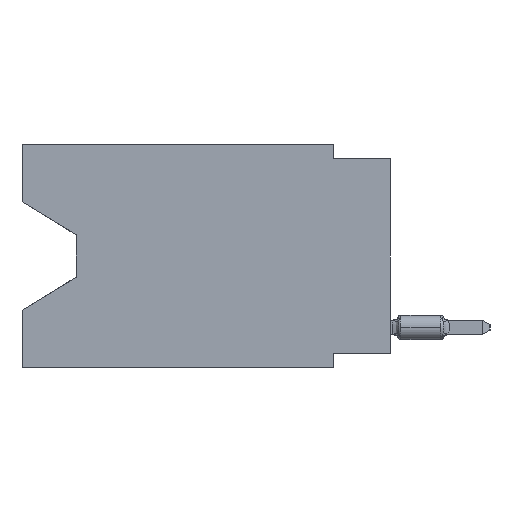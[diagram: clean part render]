
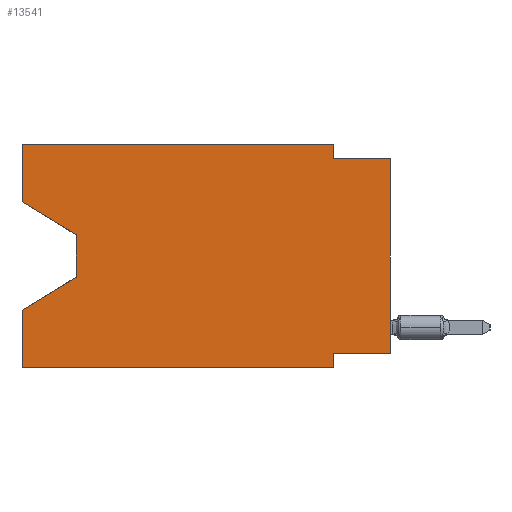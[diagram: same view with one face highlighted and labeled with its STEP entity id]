
A CAD part, left-side view. The second image highlights one B-rep face of the part: STEP entity #13541.
In plain terms, the highlighted planar face has unit normal (-1, 0, 0).
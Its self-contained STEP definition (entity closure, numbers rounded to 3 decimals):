
#92 = CARTESIAN_POINT ( 'NONE',  ( 0., 16.383, -9.906 ) ) ;
#264 = CARTESIAN_POINT ( 'NONE',  ( 0., 16.383, 0. ) ) ;
#349 = ORIENTED_EDGE ( 'NONE', *, *, #15535, .T. ) ;
#582 = LINE ( 'NONE', #24995, #14029 ) ;
#950 = VERTEX_POINT ( 'NONE', #25551 ) ;
#988 = CARTESIAN_POINT ( 'NONE',  ( 0., 13.97, -4.013 ) ) ;
#1334 = DIRECTION ( 'NONE',  ( 0., -1., 0. ) ) ;
#1450 = LINE ( 'NONE', #16987, #3564 ) ;
#1480 = CARTESIAN_POINT ( 'NONE',  ( 0., 0., -9.271 ) ) ;
#1615 = LINE ( 'NONE', #16107, #21052 ) ;
#1701 = ORIENTED_EDGE ( 'NONE', *, *, #24103, .T. ) ;
#1983 = CARTESIAN_POINT ( 'NONE',  ( 0., 16.383, -7.36 ) ) ;
#2403 = ORIENTED_EDGE ( 'NONE', *, *, #25120, .F. ) ;
#2482 = LINE ( 'NONE', #264, #22542 ) ;
#2711 = CARTESIAN_POINT ( 'NONE',  ( 0., 0., -9.271 ) ) ;
#2942 = CARTESIAN_POINT ( 'NONE',  ( 0., 16.383, -2.546 ) ) ;
#2991 = CARTESIAN_POINT ( 'NONE',  ( 0., 0., -0.635 ) ) ;
#3060 = LINE ( 'NONE', #988, #6224 ) ;
#3207 = DIRECTION ( 'NONE',  ( 0., 0., -1. ) ) ;
#3266 = LINE ( 'NONE', #1480, #7955 ) ;
#3564 = VECTOR ( 'NONE', #10480, 1000. ) ;
#4152 = CARTESIAN_POINT ( 'NONE',  ( 0., 0., -0.635 ) ) ;
#4231 = EDGE_LOOP ( 'NONE', ( #349, #1701, #14457, #25575, #12855, #10982, #26961, #6001, #2403, #29233, #7922, #28821 ) ) ;
#5188 = DIRECTION ( 'NONE',  ( 0., 0., -1. ) ) ;
#5294 = LINE ( 'NONE', #9738, #24441 ) ;
#5569 = CARTESIAN_POINT ( 'NONE',  ( 0., 16.383, 0. ) ) ;
#5870 = VECTOR ( 'NONE', #15618, 1000. ) ;
#6001 = ORIENTED_EDGE ( 'NONE', *, *, #14671, .T. ) ;
#6224 = VECTOR ( 'NONE', #3207, 1000. ) ;
#7437 = CARTESIAN_POINT ( 'NONE',  ( 0., 0., 0. ) ) ;
#7556 = DIRECTION ( 'NONE',  ( 1., 0., 0. ) ) ;
#7922 = ORIENTED_EDGE ( 'NONE', *, *, #26773, .F. ) ;
#7955 = VECTOR ( 'NONE', #23542, 1000. ) ;
#8763 = VERTEX_POINT ( 'NONE', #10077 ) ;
#9042 = EDGE_CURVE ( 'NONE', #20419, #19504, #582, .T. ) ;
#9198 = VECTOR ( 'NONE', #1334, 1000. ) ;
#9738 = CARTESIAN_POINT ( 'NONE',  ( 0., 13.97, -5.893 ) ) ;
#10016 = CARTESIAN_POINT ( 'NONE',  ( 0., 2.54, -9.906 ) ) ;
#10077 = CARTESIAN_POINT ( 'NONE',  ( 0., 13.97, -5.893 ) ) ;
#10480 = DIRECTION ( 'NONE',  ( 0., 0., -1. ) ) ;
#10620 = VECTOR ( 'NONE', #16026, 1000. ) ;
#10696 = VERTEX_POINT ( 'NONE', #10016 ) ;
#10982 = ORIENTED_EDGE ( 'NONE', *, *, #15410, .F. ) ;
#11504 = LINE ( 'NONE', #4152, #26144 ) ;
#11566 = FACE_OUTER_BOUND ( 'NONE', #4231, .T. ) ;
#12463 = EDGE_CURVE ( 'NONE', #17916, #24966, #3266, .T. ) ;
#12802 = EDGE_CURVE ( 'NONE', #8763, #19504, #5294, .T. ) ;
#12855 = ORIENTED_EDGE ( 'NONE', *, *, #20306, .T. ) ;
#13541 = ADVANCED_FACE ( 'NONE', ( #11566 ), #20881, .F. ) ;
#14018 = CARTESIAN_POINT ( 'NONE',  ( 0., 2.54, 0. ) ) ;
#14029 = VECTOR ( 'NONE', #25439, 1000. ) ;
#14324 = DIRECTION ( 'NONE',  ( 0., 0.855, -0.519 ) ) ;
#14457 = ORIENTED_EDGE ( 'NONE', *, *, #12802, .T. ) ;
#14519 = VERTEX_POINT ( 'NONE', #5569 ) ;
#14594 = VERTEX_POINT ( 'NONE', #23613 ) ;
#14671 = EDGE_CURVE ( 'NONE', #17916, #26001, #22991, .T. ) ;
#14907 = VECTOR ( 'NONE', #18635, 1000. ) ;
#15302 = AXIS2_PLACEMENT_3D ( 'NONE', #25470, #7556, #5188 ) ;
#15410 = EDGE_CURVE ( 'NONE', #24966, #10696, #1615, .T. ) ;
#15535 = EDGE_CURVE ( 'NONE', #14594, #950, #18923, .T. ) ;
#15618 = DIRECTION ( 'NONE',  ( 0., -1., 0. ) ) ;
#15718 = EDGE_CURVE ( 'NONE', #25112, #15750, #1450, .T. ) ;
#15750 = VERTEX_POINT ( 'NONE', #24084 ) ;
#16026 = DIRECTION ( 'NONE',  ( 0., 0., 1. ) ) ;
#16107 = CARTESIAN_POINT ( 'NONE',  ( 0., 2.54, -9.906 ) ) ;
#16987 = CARTESIAN_POINT ( 'NONE',  ( 0., 2.54, 0. ) ) ;
#17045 = EDGE_CURVE ( 'NONE', #14594, #14519, #2482, .T. ) ;
#17916 = VERTEX_POINT ( 'NONE', #2711 ) ;
#18020 = DIRECTION ( 'NONE',  ( 0., 0., 1. ) ) ;
#18635 = DIRECTION ( 'NONE',  ( 0., -0.855, -0.519 ) ) ;
#18923 = LINE ( 'NONE', #2942, #14907 ) ;
#19021 = CARTESIAN_POINT ( 'NONE',  ( 0., 16.383, -9.906 ) ) ;
#19096 = LINE ( 'NONE', #24106, #9198 ) ;
#19504 = VERTEX_POINT ( 'NONE', #1983 ) ;
#20306 = EDGE_CURVE ( 'NONE', #20419, #10696, #20358, .T. ) ;
#20358 = LINE ( 'NONE', #92, #5870 ) ;
#20419 = VERTEX_POINT ( 'NONE', #19021 ) ;
#20706 = DIRECTION ( 'NONE',  ( 0., 0., -1. ) ) ;
#20881 = PLANE ( 'NONE',  #15302 ) ;
#21052 = VECTOR ( 'NONE', #20706, 1000. ) ;
#22542 = VECTOR ( 'NONE', #18020, 1000. ) ;
#22991 = LINE ( 'NONE', #7437, #10620 ) ;
#23542 = DIRECTION ( 'NONE',  ( 0., 1., 0. ) ) ;
#23613 = CARTESIAN_POINT ( 'NONE',  ( 0., 16.383, -2.546 ) ) ;
#24084 = CARTESIAN_POINT ( 'NONE',  ( 0., 2.54, -0.635 ) ) ;
#24103 = EDGE_CURVE ( 'NONE', #950, #8763, #3060, .T. ) ;
#24106 = CARTESIAN_POINT ( 'NONE',  ( 0., 16.383, 0. ) ) ;
#24441 = VECTOR ( 'NONE', #14324, 1000. ) ;
#24966 = VERTEX_POINT ( 'NONE', #28566 ) ;
#24995 = CARTESIAN_POINT ( 'NONE',  ( 0., 16.383, 0. ) ) ;
#25112 = VERTEX_POINT ( 'NONE', #14018 ) ;
#25120 = EDGE_CURVE ( 'NONE', #15750, #26001, #11504, .T. ) ;
#25439 = DIRECTION ( 'NONE',  ( 0., 0., 1. ) ) ;
#25470 = CARTESIAN_POINT ( 'NONE',  ( 0., 16.383, 0. ) ) ;
#25551 = CARTESIAN_POINT ( 'NONE',  ( 0., 13.97, -4.013 ) ) ;
#25575 = ORIENTED_EDGE ( 'NONE', *, *, #9042, .F. ) ;
#26001 = VERTEX_POINT ( 'NONE', #2991 ) ;
#26144 = VECTOR ( 'NONE', #27478, 1000. ) ;
#26773 = EDGE_CURVE ( 'NONE', #14519, #25112, #19096, .T. ) ;
#26961 = ORIENTED_EDGE ( 'NONE', *, *, #12463, .F. ) ;
#27478 = DIRECTION ( 'NONE',  ( 0., -1., 0. ) ) ;
#28566 = CARTESIAN_POINT ( 'NONE',  ( 0., 2.54, -9.271 ) ) ;
#28821 = ORIENTED_EDGE ( 'NONE', *, *, #17045, .F. ) ;
#29233 = ORIENTED_EDGE ( 'NONE', *, *, #15718, .F. ) ;
